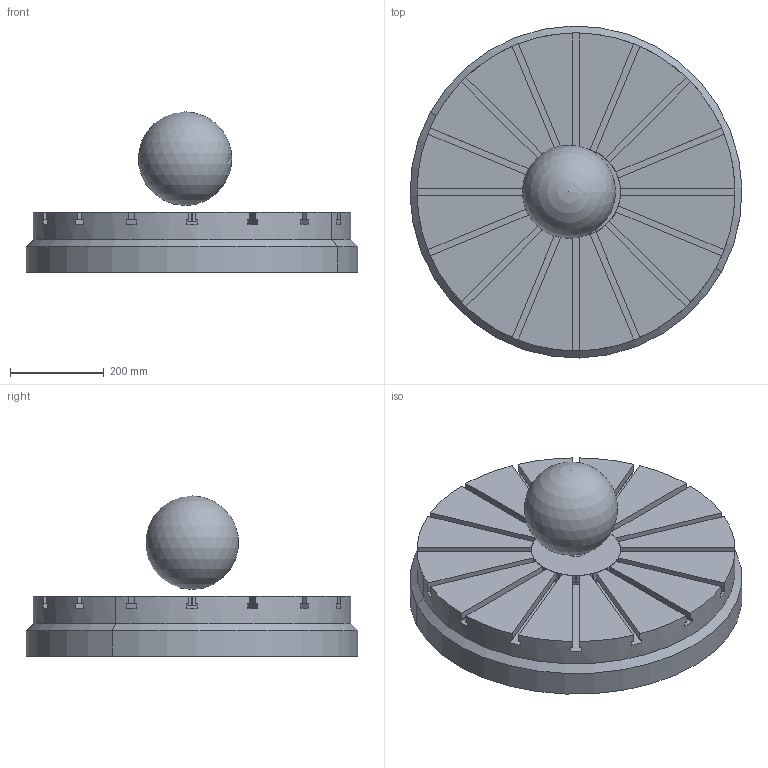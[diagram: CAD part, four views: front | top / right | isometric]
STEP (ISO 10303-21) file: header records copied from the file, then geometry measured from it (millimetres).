
FILE_DESCRIPTION(('FreeCAD Model'),'2;1');
FILE_NAME('Open CASCADE Shape Model','2021-11-13T20:07:02',('Author'),( ''),'Open CASCADE STEP processor 7.4','FreeCAD','Unknown');
FILE_SCHEMA(('CONFIG_CONTROL_DESIGN','SHAPE_APPEARANCE_LAYER_MIM'));
Length unit declared in the file: millimetre
Products named in the file (3): Unnamed; Axe_C; Compound001
Assembly tree (2 placements, depth 2):
  Unnamed
    Axe_C
    Compound001
Bounding box: 709.8 x 709.8 x 342.5 mm (x, y, z)
Volume: 50768426.3 mm3; surface area: 1459940.1 mm2
Topology: 2 solids, 2 shells, 204 faces, 599 edges, 398 vertices
Faces by surface type: plane 163, cylinder 36, cone 4, sphere 1
Entity records: 14699 total; most frequent: CARTESIAN_POINT 2660, DIRECTION 2276, LINE 1384, VECTOR 1384, ORIENTED_EDGE 1192, PCURVE 1192, DEFINITIONAL_REPRESENTATION 1192, EDGE_CURVE 596
